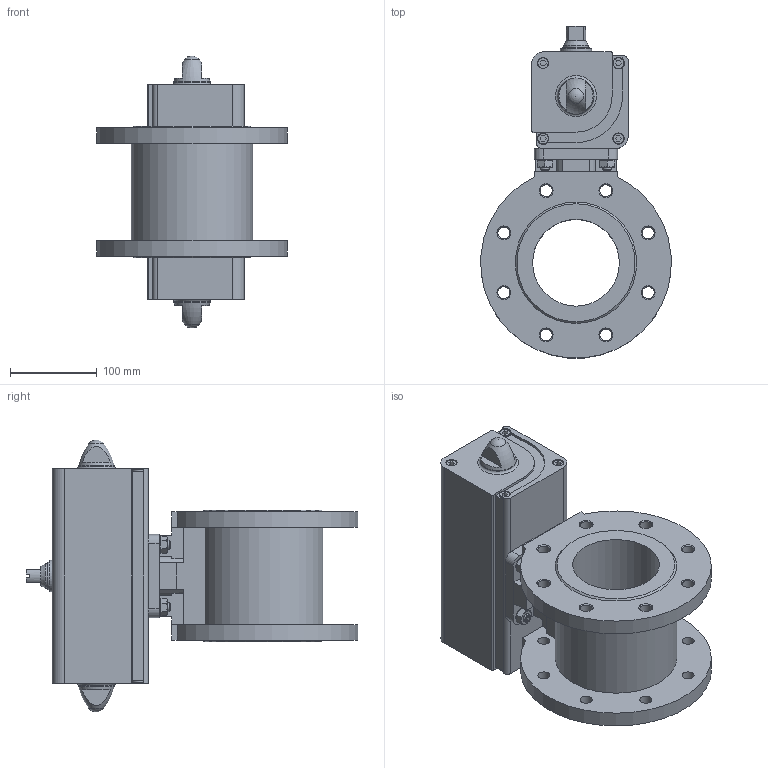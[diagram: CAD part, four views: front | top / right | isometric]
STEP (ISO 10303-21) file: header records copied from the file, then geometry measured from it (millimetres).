
FILE_DESCRIPTION(/* description */ ('STEP AP214'),/* implementation_level */ '2;1');
FILE_NAME(/* name */ '1913374_VZBC-100-FF-16-22-F0710-V4V4T-PP240-R-90-C',/* time_stamp */ '2024-09-18T00:44:16+02:00',/* author */ ('License CC BY-ND 4.0'),/* organization */ ('CADENAS'),/* preprocessor_version */ 'ST-DEVELOPER v19.3',/* originating_system */ 'PARTsolutions',/* authorisation */ ' ');
FILE_SCHEMA (('AUTOMOTIVE_DESIGN {1 0 10303 214 3 1 1}'));
Length unit declared in the file: millimetre
Products named in the file (8): 1913374 VZBC-100-FF-16-22-F0710-V4V4T-PP240-R-90-C; 1692209 VZBC-100-FF-16-22-F0710-V4V4T; DIN-913 - M10x40; 690069 S 10 A2; DIN 934 - M10(F); 533422 DAPS-0240-090-R-F0710---(1); 533422 DAPS-0240-090-R-F0710---(2); 8082126 DARQ-R-A-S22-S17-22
Assembly tree (16 placements, depth 2):
  1913374 VZBC-100-FF-16-22-F0710-V4V4T-PP240-R-90-C
    1692209 VZBC-100-FF-16-22-F0710-V4V4T
    DIN-913 - M10x40  x4
    690069 S 10 A2  x4
    DIN 934 - M10(F)  x4
    533422 DAPS-0240-090-R-F0710---(1)
    533422 DAPS-0240-090-R-F0710---(2)
    8082126 DARQ-R-A-S22-S17-22
Bounding box: 219.33 x 382.69 x 313.6 mm (x, y, z)
Volume: 5274685.6 mm3; surface area: 463874.4 mm2
Topology: 16 solids, 16 shells, 544 faces, 1347 edges, 849 vertices
Faces by surface type: plane 289, cylinder 125, cone 114, torus 14, sphere 2
Full cylindrical faces by diameter (mm): 4.134 x8, 4.917 x1, 6.647 x4, 8.376 x8, 8.566 x2, 9 x4, 10 x4, 10.5 x8, 13 x8, 13.835 x16, 16 x4, 28 x1, 31.3 x1, 36 x2, 44 x2, 50 x1, 55 x1, 100 x1
Entity records: 12769 total; most frequent: CARTESIAN_POINT 2273, DIRECTION 2152, ORIENTED_EDGE 1886, EDGE_CURVE 943, AXIS2_PLACEMENT_3D 781, VERTEX_POINT 702, FACE_BOUND 689, EDGE_LOOP 670
